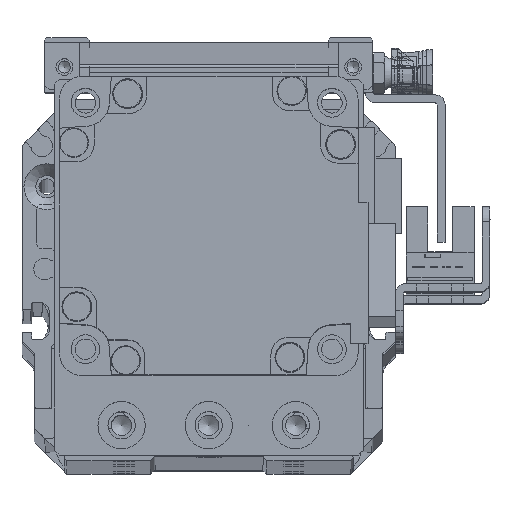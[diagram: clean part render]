
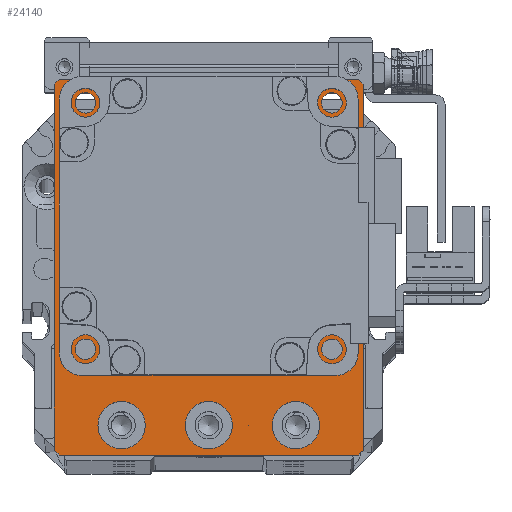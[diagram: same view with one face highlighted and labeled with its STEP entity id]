
A CAD part, top view. The second image highlights one B-rep face of the part: STEP entity #24140.
In plain terms, the highlighted planar face has unit normal (0, 0, 1).
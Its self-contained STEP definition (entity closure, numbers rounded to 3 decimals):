
#909=FACE_BOUND('',#4463,.T.);
#910=FACE_BOUND('',#4464,.T.);
#911=FACE_BOUND('',#4465,.T.);
#912=FACE_BOUND('',#4466,.T.);
#913=FACE_BOUND('',#4467,.T.);
#914=FACE_BOUND('',#4468,.T.);
#915=FACE_BOUND('',#4469,.T.);
#916=FACE_BOUND('',#4470,.T.);
#1472=PLANE('',#27004);
#2838=FACE_OUTER_BOUND('',#4462,.T.);
#4462=EDGE_LOOP('',(#21302,#21303,#21304,#21305,#21306,#21307,#21308,#21309));
#4463=EDGE_LOOP('',(#21310));
#4464=EDGE_LOOP('',(#21311));
#4465=EDGE_LOOP('',(#21312));
#4466=EDGE_LOOP('',(#21313));
#4467=EDGE_LOOP('',(#21314));
#4468=EDGE_LOOP('',(#21315));
#4469=EDGE_LOOP('',(#21316));
#4470=EDGE_LOOP('',(#21317));
#6432=LINE('',#41501,#8506);
#6434=LINE('',#41505,#8508);
#6437=LINE('',#41511,#8511);
#6438=LINE('',#41513,#8512);
#6439=LINE('',#41515,#8513);
#6440=LINE('',#41517,#8514);
#6441=LINE('',#41519,#8515);
#6442=LINE('',#41520,#8516);
#8506=VECTOR('',#33221,10.);
#8508=VECTOR('',#33225,10.);
#8511=VECTOR('',#33230,10.);
#8512=VECTOR('',#33231,10.);
#8513=VECTOR('',#33232,10.);
#8514=VECTOR('',#33233,10.);
#8515=VECTOR('',#33234,10.);
#8516=VECTOR('',#33235,10.);
#9881=CIRCLE('',#27005,25.);
#9882=CIRCLE('',#27006,2.067);
#9883=CIRCLE('',#27007,2.067);
#9884=CIRCLE('',#27008,2.067);
#9885=CIRCLE('',#27009,2.067);
#9886=CIRCLE('',#27010,4.75);
#9887=CIRCLE('',#27011,4.75);
#9888=CIRCLE('',#27012,4.75);
#11925=VERTEX_POINT('',#41498);
#11926=VERTEX_POINT('',#41500);
#11927=VERTEX_POINT('',#41504);
#11929=VERTEX_POINT('',#41510);
#11930=VERTEX_POINT('',#41512);
#11931=VERTEX_POINT('',#41514);
#11932=VERTEX_POINT('',#41516);
#11933=VERTEX_POINT('',#41518);
#11934=VERTEX_POINT('',#41521);
#11935=VERTEX_POINT('',#41523);
#11936=VERTEX_POINT('',#41525);
#11937=VERTEX_POINT('',#41527);
#11938=VERTEX_POINT('',#41529);
#11939=VERTEX_POINT('',#41531);
#11940=VERTEX_POINT('',#41533);
#11941=VERTEX_POINT('',#41535);
#15120=EDGE_CURVE('',#11926,#11925,#6432,.T.);
#15122=EDGE_CURVE('',#11926,#11927,#6434,.T.);
#15125=EDGE_CURVE('',#11929,#11925,#6437,.T.);
#15126=EDGE_CURVE('',#11929,#11930,#6438,.T.);
#15127=EDGE_CURVE('',#11931,#11930,#6439,.T.);
#15128=EDGE_CURVE('',#11931,#11932,#6440,.T.);
#15129=EDGE_CURVE('',#11933,#11932,#6441,.T.);
#15130=EDGE_CURVE('',#11933,#11927,#6442,.T.);
#15131=EDGE_CURVE('',#11934,#11934,#9881,.T.);
#15132=EDGE_CURVE('',#11935,#11935,#9882,.T.);
#15133=EDGE_CURVE('',#11936,#11936,#9883,.T.);
#15134=EDGE_CURVE('',#11937,#11937,#9884,.T.);
#15135=EDGE_CURVE('',#11938,#11938,#9885,.T.);
#15136=EDGE_CURVE('',#11939,#11939,#9886,.T.);
#15137=EDGE_CURVE('',#11940,#11940,#9887,.T.);
#15138=EDGE_CURVE('',#11941,#11941,#9888,.T.);
#21302=ORIENTED_EDGE('',*,*,#15122,.F.);
#21303=ORIENTED_EDGE('',*,*,#15120,.T.);
#21304=ORIENTED_EDGE('',*,*,#15125,.F.);
#21305=ORIENTED_EDGE('',*,*,#15126,.T.);
#21306=ORIENTED_EDGE('',*,*,#15127,.F.);
#21307=ORIENTED_EDGE('',*,*,#15128,.T.);
#21308=ORIENTED_EDGE('',*,*,#15129,.F.);
#21309=ORIENTED_EDGE('',*,*,#15130,.T.);
#21310=ORIENTED_EDGE('',*,*,#15131,.T.);
#21311=ORIENTED_EDGE('',*,*,#15132,.T.);
#21312=ORIENTED_EDGE('',*,*,#15133,.T.);
#21313=ORIENTED_EDGE('',*,*,#15134,.T.);
#21314=ORIENTED_EDGE('',*,*,#15135,.T.);
#21315=ORIENTED_EDGE('',*,*,#15136,.T.);
#21316=ORIENTED_EDGE('',*,*,#15137,.T.);
#21317=ORIENTED_EDGE('',*,*,#15138,.T.);
#24140=ADVANCED_FACE('',(#2838,#909,#910,#911,#912,#913,#914,#915,#916),
#1472,.T.);
#27004=AXIS2_PLACEMENT_3D('',#41509,#33228,#33229);
#27005=AXIS2_PLACEMENT_3D('',#41522,#33236,#33237);
#27006=AXIS2_PLACEMENT_3D('',#41524,#33238,#33239);
#27007=AXIS2_PLACEMENT_3D('',#41526,#33240,#33241);
#27008=AXIS2_PLACEMENT_3D('',#41528,#33242,#33243);
#27009=AXIS2_PLACEMENT_3D('',#41530,#33244,#33245);
#27010=AXIS2_PLACEMENT_3D('',#41532,#33246,#33247);
#27011=AXIS2_PLACEMENT_3D('',#41534,#33248,#33249);
#27012=AXIS2_PLACEMENT_3D('',#41536,#33250,#33251);
#33221=DIRECTION('',(1.,0.,0.));
#33225=DIRECTION('',(-0.707,0.707,0.));
#33228=DIRECTION('center_axis',(0.,0.,1.));
#33229=DIRECTION('ref_axis',(1.,0.,0.));
#33230=DIRECTION('',(-0.707,-0.707,0.));
#33231=DIRECTION('',(0.,1.,0.));
#33232=DIRECTION('',(0.707,-0.707,0.));
#33233=DIRECTION('',(-1.,0.,0.));
#33234=DIRECTION('',(0.707,0.707,0.));
#33235=DIRECTION('',(0.,-1.,0.));
#33236=DIRECTION('center_axis',(0.,0.,-1.));
#33237=DIRECTION('ref_axis',(1.,0.,0.));
#33238=DIRECTION('center_axis',(0.,0.,-1.));
#33239=DIRECTION('ref_axis',(1.,0.,0.));
#33240=DIRECTION('center_axis',(0.,0.,-1.));
#33241=DIRECTION('ref_axis',(1.,0.,0.));
#33242=DIRECTION('center_axis',(0.,0.,-1.));
#33243=DIRECTION('ref_axis',(1.,0.,0.));
#33244=DIRECTION('center_axis',(0.,0.,-1.));
#33245=DIRECTION('ref_axis',(1.,0.,0.));
#33246=DIRECTION('center_axis',(0.,0.,-1.));
#33247=DIRECTION('ref_axis',(1.,0.,0.));
#33248=DIRECTION('center_axis',(0.,0.,-1.));
#33249=DIRECTION('ref_axis',(1.,0.,0.));
#33250=DIRECTION('center_axis',(0.,0.,-1.));
#33251=DIRECTION('ref_axis',(1.,0.,0.));
#41498=CARTESIAN_POINT('',(30.,-37.75,59.));
#41500=CARTESIAN_POINT('',(-30.,-37.75,59.));
#41501=CARTESIAN_POINT('',(-31.,-37.75,59.));
#41504=CARTESIAN_POINT('',(-31.,-36.75,59.));
#41505=CARTESIAN_POINT('',(-32.188,-35.563,59.));
#41509=CARTESIAN_POINT('Origin',(0.,0.,
59.));
#41510=CARTESIAN_POINT('',(31.,-36.75,59.));
#41511=CARTESIAN_POINT('',(32.188,-35.563,59.));
#41512=CARTESIAN_POINT('',(31.,36.75,59.));
#41513=CARTESIAN_POINT('',(31.,-37.75,59.));
#41514=CARTESIAN_POINT('',(30.,37.75,59.));
#41515=CARTESIAN_POINT('',(32.188,35.563,59.));
#41516=CARTESIAN_POINT('',(-30.,37.75,59.));
#41517=CARTESIAN_POINT('',(31.,37.75,59.));
#41518=CARTESIAN_POINT('',(-31.,36.75,59.));
#41519=CARTESIAN_POINT('',(-32.188,35.563,59.));
#41520=CARTESIAN_POINT('',(-31.,37.75,59.));
#41521=CARTESIAN_POINT('',(-25.,8.25,59.));
#41522=CARTESIAN_POINT('Origin',(0.,8.25,59.));
#41523=CARTESIAN_POINT('',(22.682,-16.499,59.));
#41524=CARTESIAN_POINT('Origin',(24.749,-16.499,59.));
#41525=CARTESIAN_POINT('',(22.682,32.999,59.));
#41526=CARTESIAN_POINT('Origin',(24.749,32.999,59.));
#41527=CARTESIAN_POINT('',(-26.816,32.999,59.));
#41528=CARTESIAN_POINT('Origin',(-24.749,32.999,59.));
#41529=CARTESIAN_POINT('',(-26.816,-16.499,59.));
#41530=CARTESIAN_POINT('Origin',(-24.749,-16.499,59.));
#41531=CARTESIAN_POINT('',(12.75,-31.75,59.));
#41532=CARTESIAN_POINT('Origin',(17.5,-31.75,59.));
#41533=CARTESIAN_POINT('',(-4.75,-31.75,59.));
#41534=CARTESIAN_POINT('Origin',(0.,-31.75,59.));
#41535=CARTESIAN_POINT('',(-22.25,-31.75,59.));
#41536=CARTESIAN_POINT('Origin',(-17.5,-31.75,59.));
